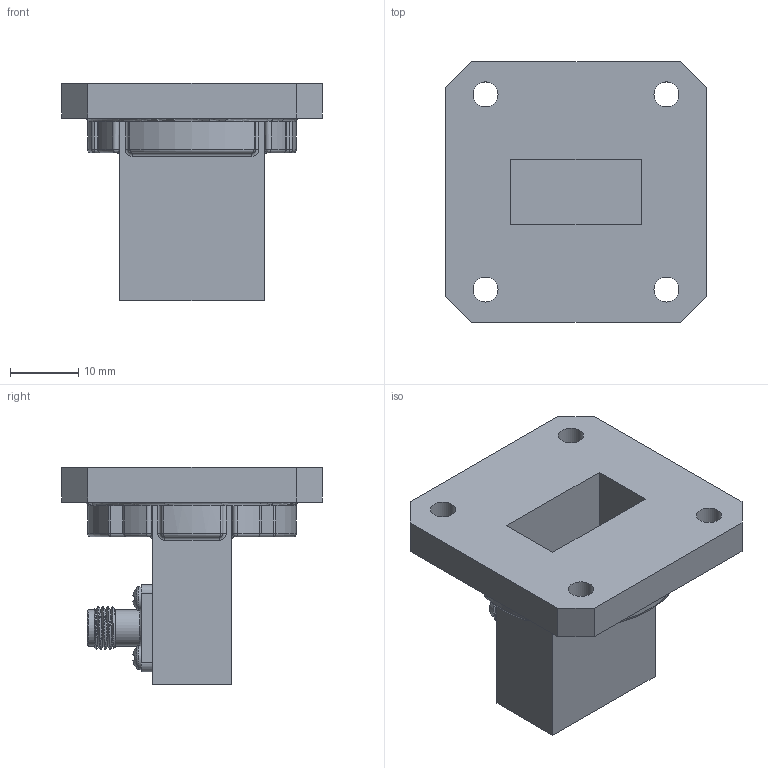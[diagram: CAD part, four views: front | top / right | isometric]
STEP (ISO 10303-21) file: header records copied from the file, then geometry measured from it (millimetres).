
FILE_DESCRIPTION (( 'STEP AP203' ), '1' );
FILE_NAME ('PEWCA1004_3D.step', '2020-07-30T21:44:40', ( '' ), ( '' ), 'SwSTEP 2.0', 'SolidWorks 2018', '' );
FILE_SCHEMA (( 'CONFIG_CONTROL_DESIGN' ));
Length unit declared in the file: inch
Products named in the file (1): PEWCA1004_3D
Bounding box: 38.1 x 38.1 x 31.75 mm (x, y, z)
Volume: 10625.4 mm3; surface area: 8071.6 mm2
Topology: 1 solids, 5 shells, 302 faces, 751 edges, 461 vertices
Faces by surface type: plane 136, cylinder 83, bspline 23, cone 22, sphere 20, torus 18
Full cylindrical faces by diameter (mm): 0.914 x1, 1.016 x1, 1.168 x1, 2.578 x4, 3.454 x4, 3.658 x4, 4.521 x1, 5.334 x2
Entity records: 14984 total; most frequent: CARTESIAN_POINT 8240, ORIENTED_EDGE 1384, DIRECTION 1336, EDGE_CURVE 692, AXIS2_PLACEMENT_3D 522, VERTEX_POINT 446, EDGE_LOOP 364, FACE_OUTER_BOUND 326
